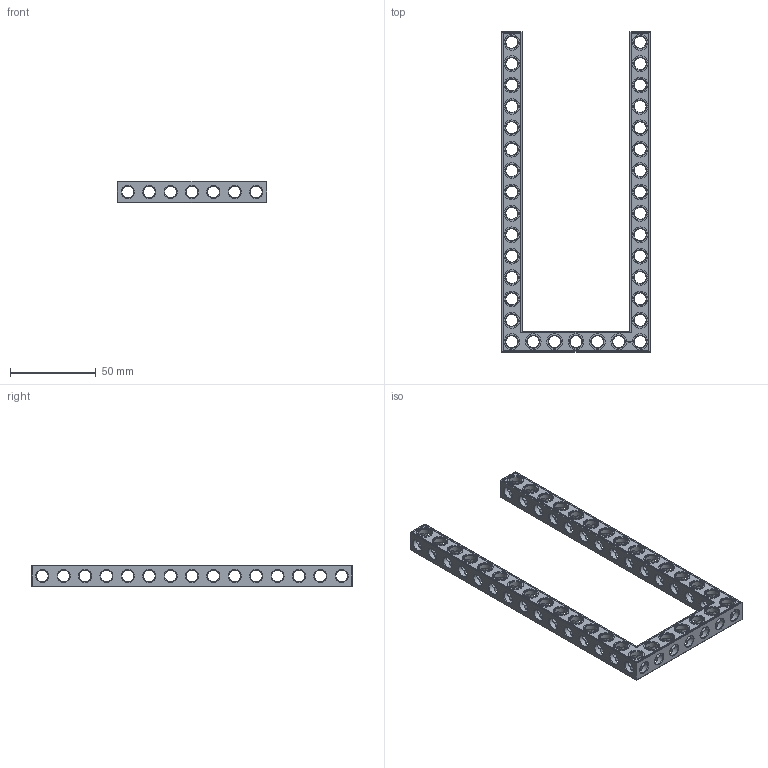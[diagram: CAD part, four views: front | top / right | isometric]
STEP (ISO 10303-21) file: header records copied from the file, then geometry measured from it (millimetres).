
FILE_DESCRIPTION(('FreeCAD Model'),'2;1');
FILE_NAME('Open CASCADE Shape Model','2022-02-23T21:03:03',( 'Paulo Kiefe'),('STEMFIE.org'),'Open CASCADE STEP processor 7.5', 'FreeCAD','Unknown');
FILE_SCHEMA(('AUTOMOTIVE_DESIGN { 1 0 10303 214 1 1 1 1 }'));
Products named in the file (1): Beam AGD ESS USH SYM BU07x15x01 - SPN-BEM-0390 (stemfie.org)
Bounding box: 87.5 x 187.5 x 12.5 mm (x, y, z)
Volume: 34206.7 mm3; surface area: 30554.6 mm2
Topology: 1 solids, 1 shells, 949 faces, 2867 edges, 1849 vertices
Faces by surface type: plane 402, cylinder 211, extrusion 194, cone 142
Full cylindrical faces by diameter (mm): 6.98 x32, 7 x144, 9.2 x35
Entity records: 216407 total; most frequent: CARTESIAN_POINT 163306, DIRECTION 8391, ORIENTED_EDGE 5734, PCURVE 5734, DEFINITIONAL_REPRESENTATION 5734, VECTOR 5404, LINE 5210, EDGE_CURVE 2867
